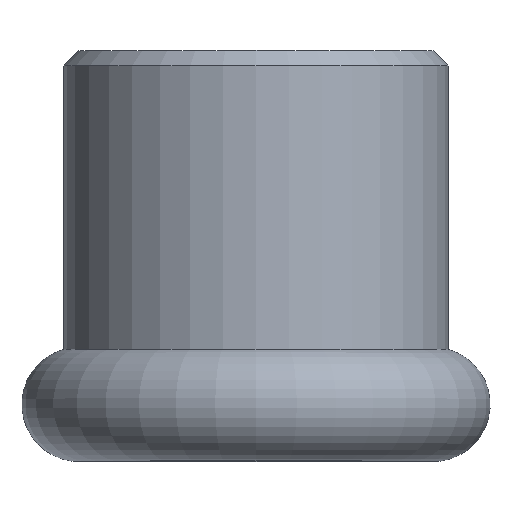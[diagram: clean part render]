
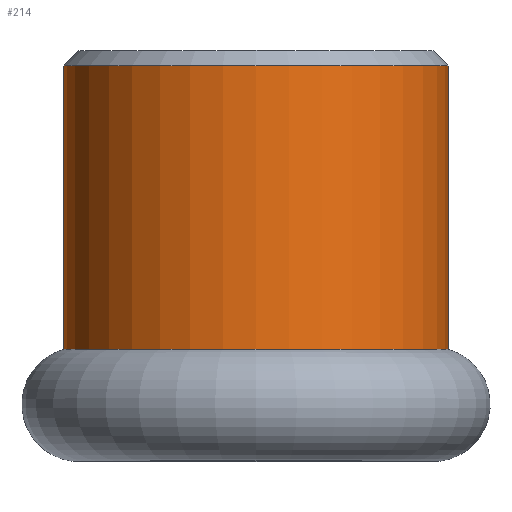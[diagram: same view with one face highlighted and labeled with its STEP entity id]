
A CAD part, top view. The second image highlights one B-rep face of the part: STEP entity #214.
In plain terms, the highlighted cylindrical face has radius 12.65 mm (diameter 25.3 mm), a full revolution.
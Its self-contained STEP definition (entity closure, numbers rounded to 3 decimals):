
#21=LINE('',#418,#26);
#26=VECTOR('',#346,12.65);
#30=CYLINDRICAL_SURFACE('',#269,12.65);
#40=FACE_OUTER_BOUND('',#52,.T.);
#52=EDGE_LOOP('',(#177,#178,#179,#180,#181,#182));
#56=CIRCLE('',#239,12.65);
#57=CIRCLE('',#240,12.65);
#77=CIRCLE('',#266,12.65);
#78=CIRCLE('',#267,12.65);
#83=VERTEX_POINT('',#364);
#84=VERTEX_POINT('',#365);
#101=VERTEX_POINT('',#411);
#102=VERTEX_POINT('',#413);
#105=EDGE_CURVE('',#83,#84,#56,.T.);
#106=EDGE_CURVE('',#84,#83,#57,.T.);
#129=EDGE_CURVE('',#101,#102,#77,.T.);
#130=EDGE_CURVE('',#102,#101,#78,.T.);
#131=EDGE_CURVE('',#102,#84,#21,.T.);
#177=ORIENTED_EDGE('',*,*,#129,.F.);
#178=ORIENTED_EDGE('',*,*,#130,.F.);
#179=ORIENTED_EDGE('',*,*,#131,.T.);
#180=ORIENTED_EDGE('',*,*,#106,.T.);
#181=ORIENTED_EDGE('',*,*,#105,.T.);
#182=ORIENTED_EDGE('',*,*,#131,.F.);
#214=ADVANCED_FACE('',(#40),#30,.T.);
#239=AXIS2_PLACEMENT_3D('',#366,#281,#282);
#240=AXIS2_PLACEMENT_3D('',#367,#283,#284);
#266=AXIS2_PLACEMENT_3D('',#414,#338,#339);
#267=AXIS2_PLACEMENT_3D('',#415,#340,#341);
#269=AXIS2_PLACEMENT_3D('',#417,#344,#345);
#281=DIRECTION('center_axis',(0.,1.,0.));
#282=DIRECTION('ref_axis',(0.,0.,1.));
#283=DIRECTION('center_axis',(0.,1.,0.));
#284=DIRECTION('ref_axis',(0.,0.,1.));
#338=DIRECTION('center_axis',(0.,1.,0.));
#339=DIRECTION('ref_axis',(0.,0.,-1.));
#340=DIRECTION('center_axis',(0.,1.,0.));
#341=DIRECTION('ref_axis',(0.,0.,-1.));
#344=DIRECTION('center_axis',(0.,1.,0.));
#345=DIRECTION('ref_axis',(0.,0.,1.));
#346=DIRECTION('',(0.,-1.,0.));
#364=CARTESIAN_POINT('',(0.,7.355,12.65));
#365=CARTESIAN_POINT('',(0.,7.355,-12.65));
#366=CARTESIAN_POINT('Origin',(0.,7.355,0.));
#367=CARTESIAN_POINT('Origin',(0.,7.355,0.));
#411=CARTESIAN_POINT('',(0.,26.,12.65));
#413=CARTESIAN_POINT('',(0.,26.,-12.65));
#414=CARTESIAN_POINT('Origin',(0.,26.,0.));
#415=CARTESIAN_POINT('Origin',(0.,26.,0.));
#417=CARTESIAN_POINT('Origin',(0.,14.177,0.));
#418=CARTESIAN_POINT('',(0.,14.177,-12.65));
